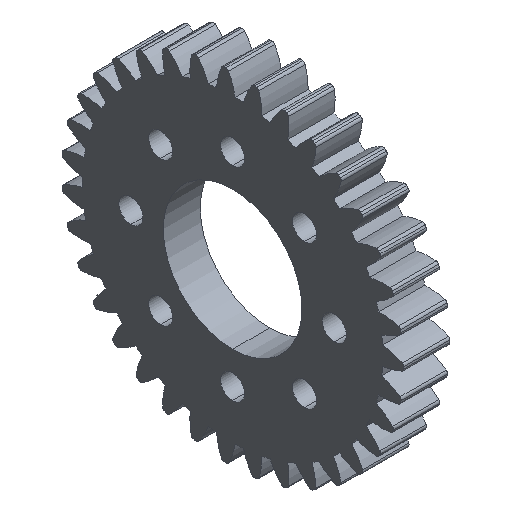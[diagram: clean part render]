
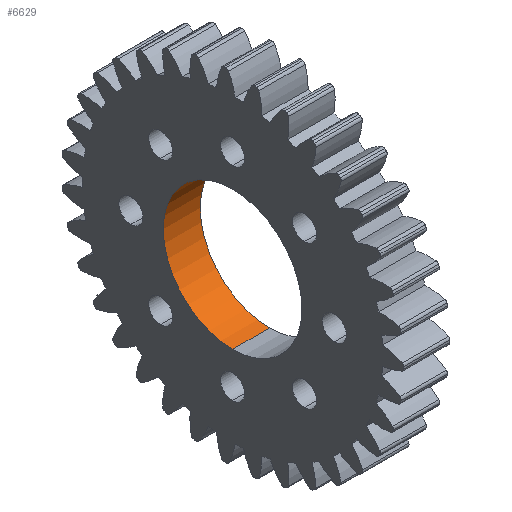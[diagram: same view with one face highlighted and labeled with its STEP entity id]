
A CAD part, isometric view. The second image highlights one B-rep face of the part: STEP entity #6629.
In plain terms, the highlighted cylindrical face has radius 7.5 mm (diameter 15 mm), a partial arc.
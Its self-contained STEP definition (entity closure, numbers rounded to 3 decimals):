
#14 = ORIENTED_EDGE ( 'NONE', *, *, #342, .F. ) ;
#17 = EDGE_CURVE ( 'NONE', #4289, #5272, #146, .T. ) ;
#146 = LINE ( 'NONE', #2387, #2152 ) ;
#205 = VECTOR ( 'NONE', #7841, 1000. ) ;
#342 = EDGE_CURVE ( 'NONE', #4286, #5272, #1723, .T. ) ;
#554 = CARTESIAN_POINT ( 'NONE',  ( 0., 0., 0. ) ) ;
#644 = CARTESIAN_POINT ( 'NONE',  ( 0., 0., 0. ) ) ;
#1033 = DIRECTION ( 'NONE',  ( 1., 0., 0. ) ) ;
#1035 = CIRCLE ( 'NONE', #8397, 7.5 ) ;
#1301 = DIRECTION ( 'NONE',  ( 1., 0., 0. ) ) ;
#1397 = DIRECTION ( 'NONE',  ( 0., 0., -1. ) ) ;
#1506 = DIRECTION ( 'NONE',  ( -1., 0., 0. ) ) ;
#1723 = CIRCLE ( 'NONE', #2396, 7.5 ) ;
#2152 = VECTOR ( 'NONE', #1033, 1000. ) ;
#2387 = CARTESIAN_POINT ( 'NONE',  ( 0., 0., -7.5 ) ) ;
#2396 = AXIS2_PLACEMENT_3D ( 'NONE', #4756, #1506, #1397 ) ;
#2862 = EDGE_CURVE ( 'NONE', #4289, #5756, #1035, .T. ) ;
#3014 = AXIS2_PLACEMENT_3D ( 'NONE', #554, #1301, #5955 ) ;
#3489 = ORIENTED_EDGE ( 'NONE', *, *, #17, .T. ) ;
#3518 = CARTESIAN_POINT ( 'NONE',  ( 0., 0., -7.5 ) ) ;
#4171 = ORIENTED_EDGE ( 'NONE', *, *, #7164, .F. ) ;
#4286 = VERTEX_POINT ( 'NONE', #7646 ) ;
#4289 = VERTEX_POINT ( 'NONE', #3518 ) ;
#4756 = CARTESIAN_POINT ( 'NONE',  ( 4., 0., 0. ) ) ;
#4924 = FACE_OUTER_BOUND ( 'NONE', #8231, .T. ) ;
#5235 = CYLINDRICAL_SURFACE ( 'NONE', #3014, 7.5 ) ;
#5272 = VERTEX_POINT ( 'NONE', #6586 ) ;
#5756 = VERTEX_POINT ( 'NONE', #6584 ) ;
#5955 = DIRECTION ( 'NONE',  ( 0., 0., -1. ) ) ;
#6057 = ORIENTED_EDGE ( 'NONE', *, *, #2862, .F. ) ;
#6077 = LINE ( 'NONE', #8519, #205 ) ;
#6584 = CARTESIAN_POINT ( 'NONE',  ( 0., 0., 7.5 ) ) ;
#6586 = CARTESIAN_POINT ( 'NONE',  ( 4., 0., -7.5 ) ) ;
#6629 = ADVANCED_FACE ( 'NONE', ( #4924 ), #5235, .F. ) ;
#7164 = EDGE_CURVE ( 'NONE', #5756, #4286, #6077, .T. ) ;
#7386 = DIRECTION ( 'NONE',  ( 1., 0., 0. ) ) ;
#7646 = CARTESIAN_POINT ( 'NONE',  ( 4., 0., 7.5 ) ) ;
#7841 = DIRECTION ( 'NONE',  ( 1., 0., 0. ) ) ;
#8127 = DIRECTION ( 'NONE',  ( 0., 0., -1. ) ) ;
#8231 = EDGE_LOOP ( 'NONE', ( #4171, #6057, #3489, #14 ) ) ;
#8397 = AXIS2_PLACEMENT_3D ( 'NONE', #644, #7386, #8127 ) ;
#8519 = CARTESIAN_POINT ( 'NONE',  ( 0., 0., 7.5 ) ) ;
